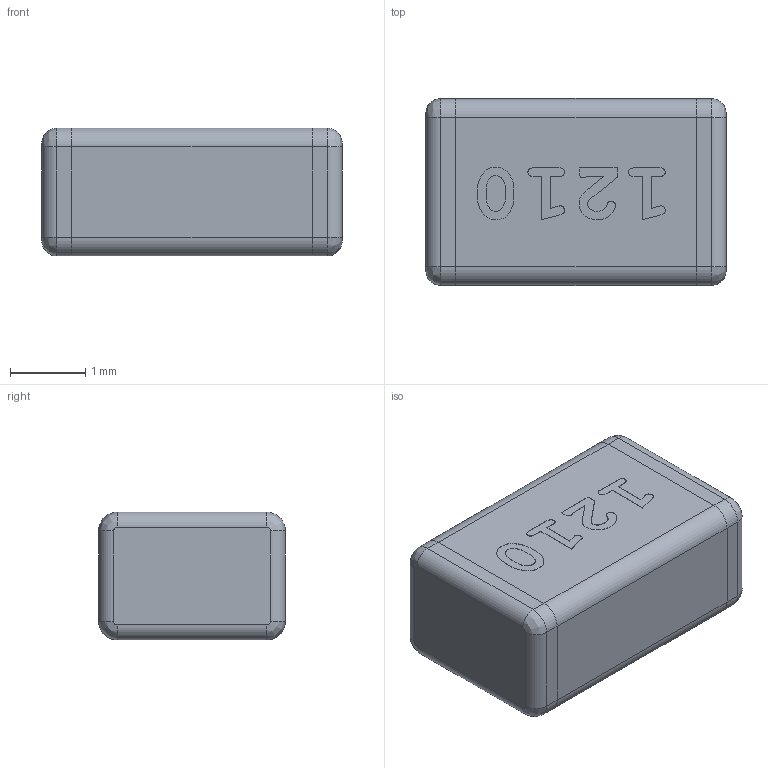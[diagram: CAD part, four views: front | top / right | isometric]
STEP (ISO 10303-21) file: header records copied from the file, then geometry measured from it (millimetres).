
FILE_DESCRIPTION(('FreeCAD Model'),'2;1');
FILE_NAME('cap_1210_3225M.step','2016-03-02T23:46:35',( 'Author'),(''),'Open CASCADE STEP processor 6.8','FreeCAD','Unknown' );
FILE_SCHEMA(('AUTOMOTIVE_DESIGN_CC2 { 1 2 10303 214 -1 1 5 4 }'));
Length unit declared in the file: millimetre
Products named in the file (2): ASSEMBLY; cap_1210_3225M
Assembly tree (1 placements, depth 2):
  ASSEMBLY
    cap_1210_3225M
Bounding box: 4 x 2.49 x 1.7 mm (x, y, z)
Volume: 16.6 mm3; surface area: 38.8 mm2
Topology: 1 solids, 1 shells, 108 faces, 271 edges, 170 vertices
Faces by surface type: bspline 47, plane 41, cylinder 20
Entity records: 17244 total; most frequent: CARTESIAN_POINT 11888, DIRECTION 547, ORIENTED_EDGE 542, PCURVE 542, DEFINITIONAL_REPRESENTATION 542, B_SPLINE_CURVE_WITH_KNOTS 408, LINE 357, VECTOR 357
